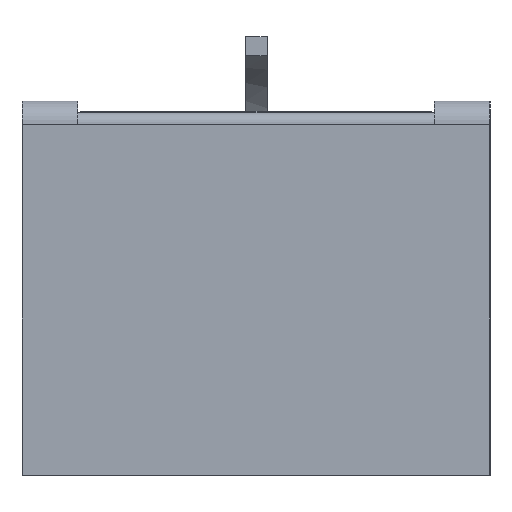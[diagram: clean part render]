
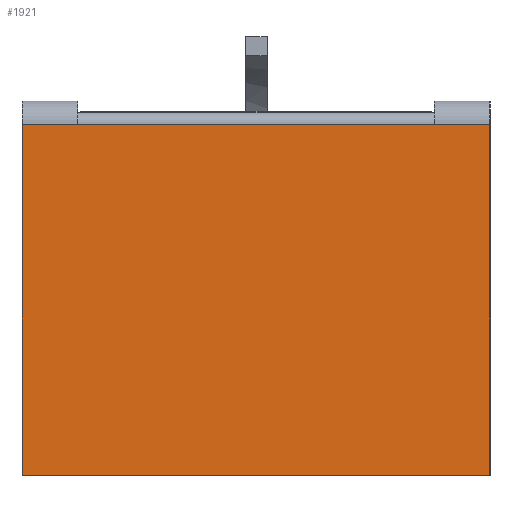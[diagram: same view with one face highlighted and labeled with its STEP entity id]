
A CAD part, left-side view. The second image highlights one B-rep face of the part: STEP entity #1921.
In plain terms, the highlighted planar face has unit normal (-1, 0, 0).
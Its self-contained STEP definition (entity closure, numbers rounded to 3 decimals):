
#125=PLANE('',#2116);
#207=FACE_OUTER_BOUND('',#318,.T.);
#318=EDGE_LOOP('',(#1561,#1562,#1563,#1564));
#474=LINE('',#3031,#661);
#478=LINE('',#3047,#665);
#481=LINE('',#3055,#668);
#482=LINE('',#3056,#669);
#661=VECTOR('',#2483,10.);
#665=VECTOR('',#2497,10.);
#668=VECTOR('',#2504,10.);
#669=VECTOR('',#2505,10.);
#899=VERTEX_POINT('',#3029);
#900=VERTEX_POINT('',#3030);
#907=VERTEX_POINT('',#3046);
#910=VERTEX_POINT('',#3054);
#1132=EDGE_CURVE('',#899,#900,#474,.T.);
#1140=EDGE_CURVE('',#907,#900,#478,.T.);
#1144=EDGE_CURVE('',#910,#899,#481,.T.);
#1145=EDGE_CURVE('',#910,#907,#482,.T.);
#1561=ORIENTED_EDGE('',*,*,#1140,.T.);
#1562=ORIENTED_EDGE('',*,*,#1132,.F.);
#1563=ORIENTED_EDGE('',*,*,#1144,.F.);
#1564=ORIENTED_EDGE('',*,*,#1145,.T.);
#1921=ADVANCED_FACE('',(#207),#125,.T.);
#2116=AXIS2_PLACEMENT_3D('',#3053,#2502,#2503);
#2483=DIRECTION('',(0.,-1.,0.));
#2497=DIRECTION('',(0.,0.,1.));
#2502=DIRECTION('center_axis',(-1.,0.,0.));
#2503=DIRECTION('ref_axis',(0.,0.,1.));
#2504=DIRECTION('',(0.,0.,1.));
#2505=DIRECTION('',(0.,-1.,0.));
#3029=CARTESIAN_POINT('',(-4.,10.,0.));
#3030=CARTESIAN_POINT('',(-4.,-70.,0.));
#3031=CARTESIAN_POINT('',(-4.,0.,0.));
#3046=CARTESIAN_POINT('',(-4.,-70.,-60.));
#3047=CARTESIAN_POINT('',(-4.,-70.,0.));
#3053=CARTESIAN_POINT('Origin',(-4.,0.,-60.));
#3054=CARTESIAN_POINT('',(-4.,10.,-60.));
#3055=CARTESIAN_POINT('',(-4.,10.,-3.464));
#3056=CARTESIAN_POINT('',(-4.,0.,-60.));
